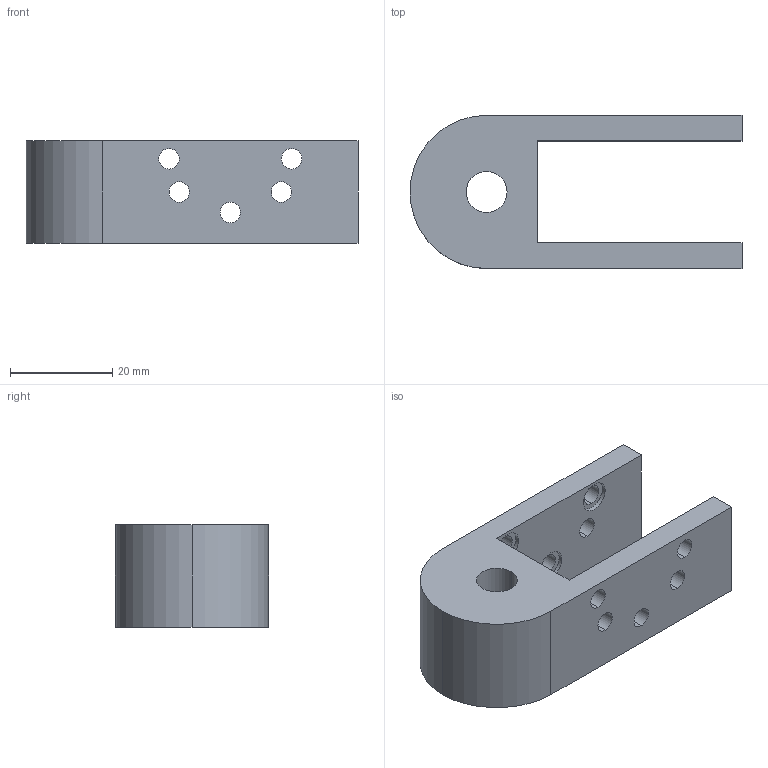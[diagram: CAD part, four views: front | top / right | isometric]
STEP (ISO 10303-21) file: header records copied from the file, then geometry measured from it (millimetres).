
FILE_DESCRIPTION (( 'STEP AP203' ), '1' );
FILE_NAME ('3dprint_hip_joint_Default_sldprt.STEP', '2023-02-03T09:09:06', ( '' ), ( '' ), 'SwSTEP 2.0', 'SolidWorks 2020', '' );
FILE_SCHEMA (( 'CONFIG_CONTROL_DESIGN' ));
Length unit declared in the file: millimetre
Products named in the file (1): 3dprint_hip_joint_Default_sldprt
Bounding box: 65 x 30 x 20 mm (x, y, z)
Volume: 19364.3 mm3; surface area: 8056.7 mm2
Topology: 1 solids, 1 shells, 51 faces, 131 edges, 86 vertices
Faces by surface type: cylinder 36, plane 15
Entity records: 1706 total; most frequent: DIRECTION 307, CARTESIAN_POINT 269, ORIENTED_EDGE 262, EDGE_CURVE 131, AXIS2_PLACEMENT_3D 124, VERTEX_POINT 86, EDGE_LOOP 77, CIRCLE 72
